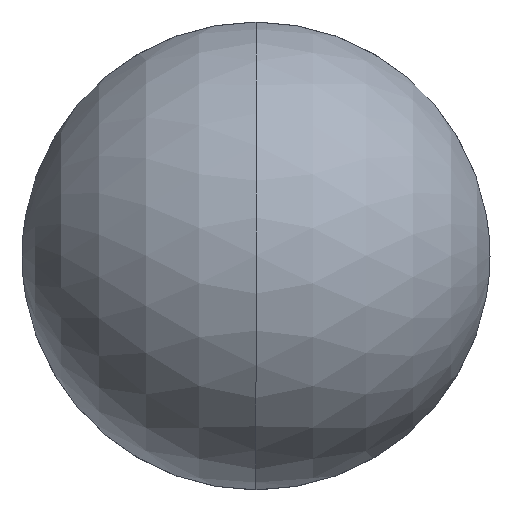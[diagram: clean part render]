
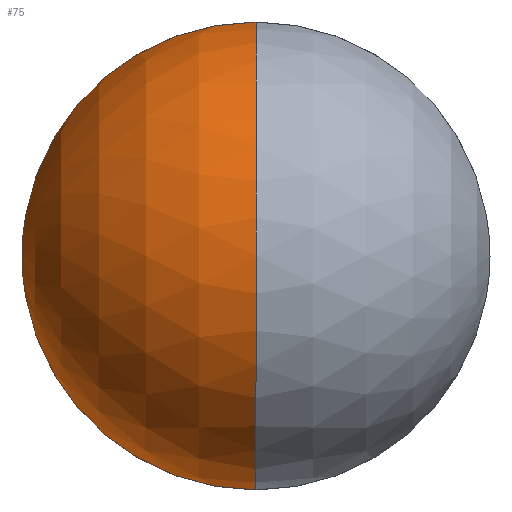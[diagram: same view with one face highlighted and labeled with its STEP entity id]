
A CAD part, top view. The second image highlights one B-rep face of the part: STEP entity #75.
In plain terms, the highlighted spherical face has radius 25.4 mm.
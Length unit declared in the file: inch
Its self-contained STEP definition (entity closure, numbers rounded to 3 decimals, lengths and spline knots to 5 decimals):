
#5 = CIRCLE ( 'NONE', #136, 1. ) ;
#9 = CARTESIAN_POINT ( 'NONE',  ( 0., 0.99381, 1.11111 ) ) ;
#20 = CARTESIAN_POINT ( 'NONE',  ( 0., 0., 1. ) ) ;
#29 = EDGE_CURVE ( 'NONE', #212, #31, #5, .T. ) ;
#31 = VERTEX_POINT ( 'NONE', #306 ) ;
#36 = CARTESIAN_POINT ( 'NONE',  ( 0., 0., 1.11111 ) ) ;
#38 = DIRECTION ( 'NONE',  ( 1., 0., 0. ) ) ;
#39 = DIRECTION ( 'NONE',  ( 0., 0., -1. ) ) ;
#54 = ORIENTED_EDGE ( 'NONE', *, *, #29, .T. ) ;
#61 = SPHERICAL_SURFACE ( 'NONE', #184, 1. ) ;
#74 = AXIS2_PLACEMENT_3D ( 'NONE', #93, #113, #38 ) ;
#75 = ADVANCED_FACE ( 'NONE', ( #317 ), #61, .T. ) ;
#81 = DIRECTION ( 'NONE',  ( -1., 0., 0. ) ) ;
#83 = ORIENTED_EDGE ( 'NONE', *, *, #123, .T. ) ;
#93 = CARTESIAN_POINT ( 'NONE',  ( 0., 0., 1.11111 ) ) ;
#113 = DIRECTION ( 'NONE',  ( 0., 0., 1. ) ) ;
#123 = EDGE_CURVE ( 'NONE', #254, #212, #181, .T. ) ;
#136 = AXIS2_PLACEMENT_3D ( 'NONE', #20, #81, #258 ) ;
#154 = AXIS2_PLACEMENT_3D ( 'NONE', #167, #198, #39 ) ;
#160 = DIRECTION ( 'NONE',  ( -1., 0., 0. ) ) ;
#167 = CARTESIAN_POINT ( 'NONE',  ( 0., 0., 1. ) ) ;
#170 = VERTEX_POINT ( 'NONE', #9 ) ;
#181 = CIRCLE ( 'NONE', #74, 0.99381 ) ;
#184 = AXIS2_PLACEMENT_3D ( 'NONE', #235, #160, #264 ) ;
#198 = DIRECTION ( 'NONE',  ( 1., 0., 0. ) ) ;
#212 = VERTEX_POINT ( 'NONE', #215 ) ;
#215 = CARTESIAN_POINT ( 'NONE',  ( 0., -0.99381, 1.11111 ) ) ;
#221 = DIRECTION ( 'NONE',  ( 0., 0., 1. ) ) ;
#222 = CIRCLE ( 'NONE', #307, 0.99381 ) ;
#229 = EDGE_CURVE ( 'NONE', #170, #254, #222, .T. ) ;
#235 = CARTESIAN_POINT ( 'NONE',  ( 0., 0., 1. ) ) ;
#249 = DIRECTION ( 'NONE',  ( 1., 0., 0. ) ) ;
#254 = VERTEX_POINT ( 'NONE', #299 ) ;
#255 = ORIENTED_EDGE ( 'NONE', *, *, #229, .T. ) ;
#258 = DIRECTION ( 'NONE',  ( 0., -1., 0. ) ) ;
#264 = DIRECTION ( 'NONE',  ( 0., 1., 0. ) ) ;
#266 = CIRCLE ( 'NONE', #154, 1. ) ;
#297 = ORIENTED_EDGE ( 'NONE', *, *, #314, .F. ) ;
#299 = CARTESIAN_POINT ( 'NONE',  ( -0.99381, 0., 1.11111 ) ) ;
#306 = CARTESIAN_POINT ( 'NONE',  ( 0., 0., 2. ) ) ;
#307 = AXIS2_PLACEMENT_3D ( 'NONE', #36, #221, #249 ) ;
#313 = EDGE_LOOP ( 'NONE', ( #255, #83, #54, #297 ) ) ;
#314 = EDGE_CURVE ( 'NONE', #170, #31, #266, .T. ) ;
#317 = FACE_OUTER_BOUND ( 'NONE', #313, .T. ) ;
